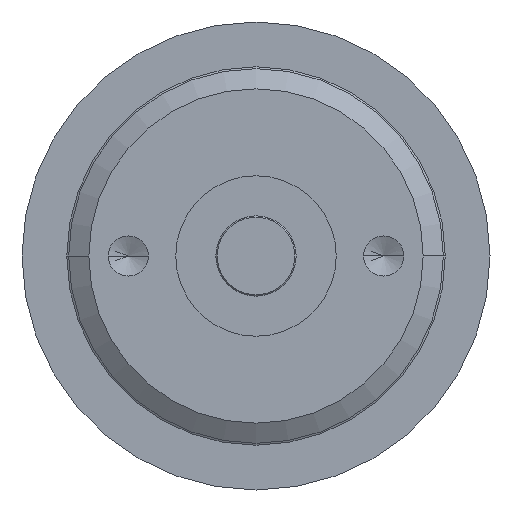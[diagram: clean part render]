
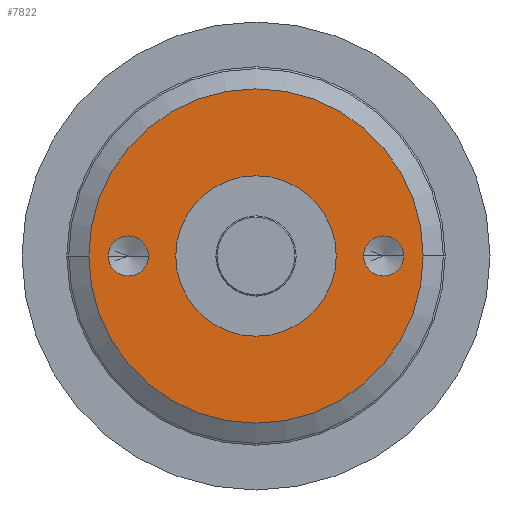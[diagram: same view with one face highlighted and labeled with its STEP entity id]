
A CAD part, left-side view. The second image highlights one B-rep face of the part: STEP entity #7822.
In plain terms, the highlighted planar face has unit normal (-1, 0, 0).
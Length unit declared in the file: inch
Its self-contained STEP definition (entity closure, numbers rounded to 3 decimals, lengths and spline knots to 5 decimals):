
#80 = DIRECTION ( 'NONE',  ( -1., 0., 0. ) ) ;
#256 = CIRCLE ( 'NONE', #5649, 0.05906 ) ;
#387 = DIRECTION ( 'NONE',  ( 1., 0., 0. ) ) ;
#424 = CARTESIAN_POINT ( 'NONE',  ( 0., -0.49213, 0. ) ) ;
#577 = EDGE_CURVE ( 'NONE', #8587, #1170, #256, .T. ) ;
#658 = VERTEX_POINT ( 'NONE', #4611 ) ;
#855 = CARTESIAN_POINT ( 'NONE',  ( 0., 0., 0. ) ) ;
#961 = ORIENTED_EDGE ( 'NONE', *, *, #4859, .F. ) ;
#1049 = AXIS2_PLACEMENT_3D ( 'NONE', #2620, #4752, #1380 ) ;
#1170 = VERTEX_POINT ( 'NONE', #8170 ) ;
#1380 = DIRECTION ( 'NONE',  ( 0., -1., 0. ) ) ;
#1440 = CIRCLE ( 'NONE', #7612, 0.23622 ) ;
#1540 = FACE_BOUND ( 'NONE', #7763, .T. ) ;
#1773 = EDGE_LOOP ( 'NONE', ( #6461, #7441 ) ) ;
#2033 = CARTESIAN_POINT ( 'NONE',  ( 0., 0.23622, 0. ) ) ;
#2214 = AXIS2_PLACEMENT_3D ( 'NONE', #10085, #80, #2580 ) ;
#2277 = AXIS2_PLACEMENT_3D ( 'NONE', #5116, #9189, #6134 ) ;
#2353 = AXIS2_PLACEMENT_3D ( 'NONE', #4891, #5201, #6108 ) ;
#2580 = DIRECTION ( 'NONE',  ( 0., -1., 0. ) ) ;
#2620 = CARTESIAN_POINT ( 'NONE',  ( 0., 0.37598, 0. ) ) ;
#2660 = ORIENTED_EDGE ( 'NONE', *, *, #5509, .F. ) ;
#2671 = CIRCLE ( 'NONE', #6972, 0.49213 ) ;
#3284 = CARTESIAN_POINT ( 'NONE',  ( 0., -0.23622, 0. ) ) ;
#3298 = CIRCLE ( 'NONE', #2353, 0.23622 ) ;
#3386 = FACE_OUTER_BOUND ( 'NONE', #5463, .T. ) ;
#3566 = CIRCLE ( 'NONE', #4878, 0.05906 ) ;
#4002 = DIRECTION ( 'NONE',  ( 0., -1., 0. ) ) ;
#4157 = VERTEX_POINT ( 'NONE', #10151 ) ;
#4178 = ORIENTED_EDGE ( 'NONE', *, *, #5606, .F. ) ;
#4273 = CIRCLE ( 'NONE', #2277, 0.49213 ) ;
#4315 = CARTESIAN_POINT ( 'NONE',  ( 0., -0.37598, 0. ) ) ;
#4611 = CARTESIAN_POINT ( 'NONE',  ( 0., 0.49213, 0. ) ) ;
#4613 = CIRCLE ( 'NONE', #1049, 0.05906 ) ;
#4752 = DIRECTION ( 'NONE',  ( -1., 0., 0. ) ) ;
#4859 = EDGE_CURVE ( 'NONE', #658, #9694, #4273, .T. ) ;
#4878 = AXIS2_PLACEMENT_3D ( 'NONE', #6908, #9195, #5252 ) ;
#4891 = CARTESIAN_POINT ( 'NONE',  ( 0., 0., 0. ) ) ;
#4954 = VERTEX_POINT ( 'NONE', #6455 ) ;
#4973 = EDGE_CURVE ( 'NONE', #7257, #7885, #1440, .T. ) ;
#5116 = CARTESIAN_POINT ( 'NONE',  ( 0., 0., 0. ) ) ;
#5201 = DIRECTION ( 'NONE',  ( 1., 0., 0. ) ) ;
#5252 = DIRECTION ( 'NONE',  ( 0., -1., 0. ) ) ;
#5315 = ORIENTED_EDGE ( 'NONE', *, *, #6459, .F. ) ;
#5463 = EDGE_LOOP ( 'NONE', ( #961, #5315 ) ) ;
#5509 = EDGE_CURVE ( 'NONE', #1170, #8587, #6437, .T. ) ;
#5516 = FACE_BOUND ( 'NONE', #8550, .T. ) ;
#5606 = EDGE_CURVE ( 'NONE', #4954, #4157, #3566, .T. ) ;
#5649 = AXIS2_PLACEMENT_3D ( 'NONE', #4315, #9172, #10030 ) ;
#6043 = DIRECTION ( 'NONE',  ( 0., 1., 0. ) ) ;
#6108 = DIRECTION ( 'NONE',  ( 0., 1., 0. ) ) ;
#6134 = DIRECTION ( 'NONE',  ( 0., 1., 0. ) ) ;
#6154 = EDGE_CURVE ( 'NONE', #7885, #7257, #3298, .T. ) ;
#6437 = CIRCLE ( 'NONE', #2214, 0.05906 ) ;
#6455 = CARTESIAN_POINT ( 'NONE',  ( 0., 0.43504, 0. ) ) ;
#6459 = EDGE_CURVE ( 'NONE', #9694, #658, #2671, .T. ) ;
#6461 = ORIENTED_EDGE ( 'NONE', *, *, #4973, .T. ) ;
#6658 = AXIS2_PLACEMENT_3D ( 'NONE', #9711, #9732, #4002 ) ;
#6860 = DIRECTION ( 'NONE',  ( 1., 0., 0. ) ) ;
#6889 = CARTESIAN_POINT ( 'NONE',  ( 0., -0.31693, 0. ) ) ;
#6908 = CARTESIAN_POINT ( 'NONE',  ( 0., 0.37598, 0. ) ) ;
#6972 = AXIS2_PLACEMENT_3D ( 'NONE', #7463, #6860, #6043 ) ;
#7257 = VERTEX_POINT ( 'NONE', #2033 ) ;
#7441 = ORIENTED_EDGE ( 'NONE', *, *, #6154, .T. ) ;
#7463 = CARTESIAN_POINT ( 'NONE',  ( 0., 0., 0. ) ) ;
#7612 = AXIS2_PLACEMENT_3D ( 'NONE', #855, #387, #9093 ) ;
#7763 = EDGE_LOOP ( 'NONE', ( #9854, #4178 ) ) ;
#7822 = ADVANCED_FACE ( 'NONE', ( #5516, #1540, #9696, #3386 ), #9745, .T. ) ;
#7885 = VERTEX_POINT ( 'NONE', #3284 ) ;
#8050 = ORIENTED_EDGE ( 'NONE', *, *, #577, .F. ) ;
#8170 = CARTESIAN_POINT ( 'NONE',  ( 0., -0.43504, 0. ) ) ;
#8550 = EDGE_LOOP ( 'NONE', ( #2660, #8050 ) ) ;
#8587 = VERTEX_POINT ( 'NONE', #6889 ) ;
#8747 = EDGE_CURVE ( 'NONE', #4157, #4954, #4613, .T. ) ;
#9093 = DIRECTION ( 'NONE',  ( 0., 1., 0. ) ) ;
#9172 = DIRECTION ( 'NONE',  ( -1., 0., 0. ) ) ;
#9189 = DIRECTION ( 'NONE',  ( 1., 0., 0. ) ) ;
#9195 = DIRECTION ( 'NONE',  ( -1., 0., 0. ) ) ;
#9694 = VERTEX_POINT ( 'NONE', #424 ) ;
#9696 = FACE_BOUND ( 'NONE', #1773, .T. ) ;
#9711 = CARTESIAN_POINT ( 'NONE',  ( 0., 0., 0. ) ) ;
#9732 = DIRECTION ( 'NONE',  ( -1., 0., 0. ) ) ;
#9745 = PLANE ( 'NONE',  #6658 ) ;
#9854 = ORIENTED_EDGE ( 'NONE', *, *, #8747, .F. ) ;
#10030 = DIRECTION ( 'NONE',  ( 0., -1., 0. ) ) ;
#10085 = CARTESIAN_POINT ( 'NONE',  ( 0., -0.37598, 0. ) ) ;
#10151 = CARTESIAN_POINT ( 'NONE',  ( 0., 0.31693, 0. ) ) ;
